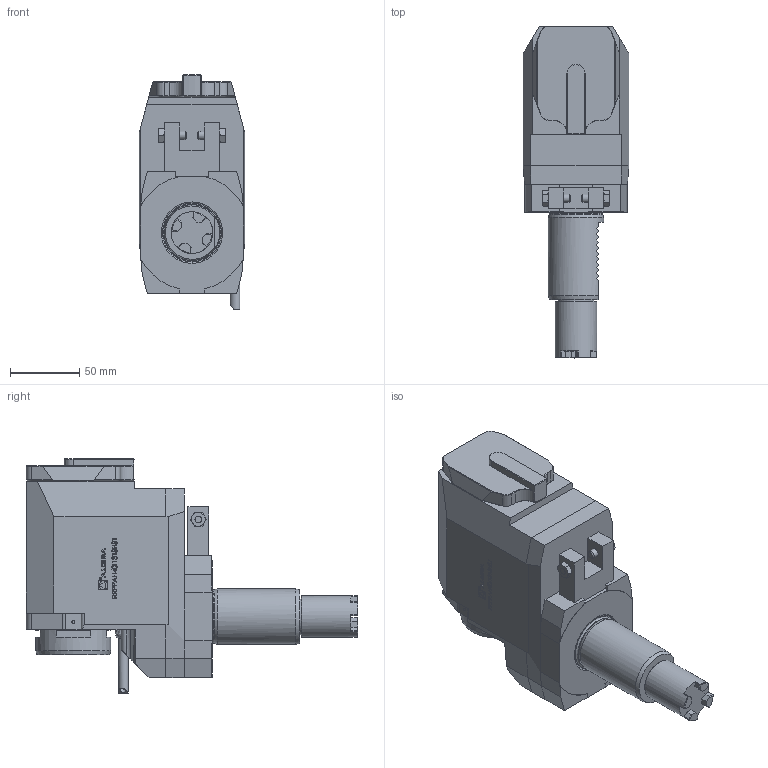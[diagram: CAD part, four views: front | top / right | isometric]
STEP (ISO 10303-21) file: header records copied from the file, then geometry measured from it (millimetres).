
FILE_DESCRIPTION (( 'STEP AP214' ), '1' );
FILE_NAME ('RRPPAH40I131SHS1.STEP', '2025-06-04T11:35:26', ( '' ), ( '' ), 'SwSTEP 2.0', 'SolidWorks 2023', '' );
FILE_SCHEMA (( 'AUTOMOTIVE_DESIGN' ));
Length unit declared in the file: millimetre
Products named in the file (1): RRPPAH40I131SHS1
Bounding box: 76 x 238.85 x 168.5 mm (x, y, z)
Volume: 1292452.5 mm3; surface area: 92780.7 mm2
Topology: 1 solids, 3 shells, 676 faces, 1784 edges, 1169 vertices
Faces by surface type: plane 454, cylinder 83, bspline 80, cone 53, torus 4, sphere 2
Full cylindrical faces by diameter (mm): 1.7 x1, 2.1 x1, 4 x1, 5 x1, 6 x2, 6.366 x1, 7 x1, 26.088 x2, 30 x1, 38.7 x1, 40 x1, 54 x1
Entity records: 28261 total; most frequent: CARTESIAN_POINT 8945, ORIENTED_EDGE 3486, DIRECTION 2823, EDGE_CURVE 1743, VECTOR 1213, LINE 1213, VERTEX_POINT 1155, AXIS2_PLACEMENT_3D 805
